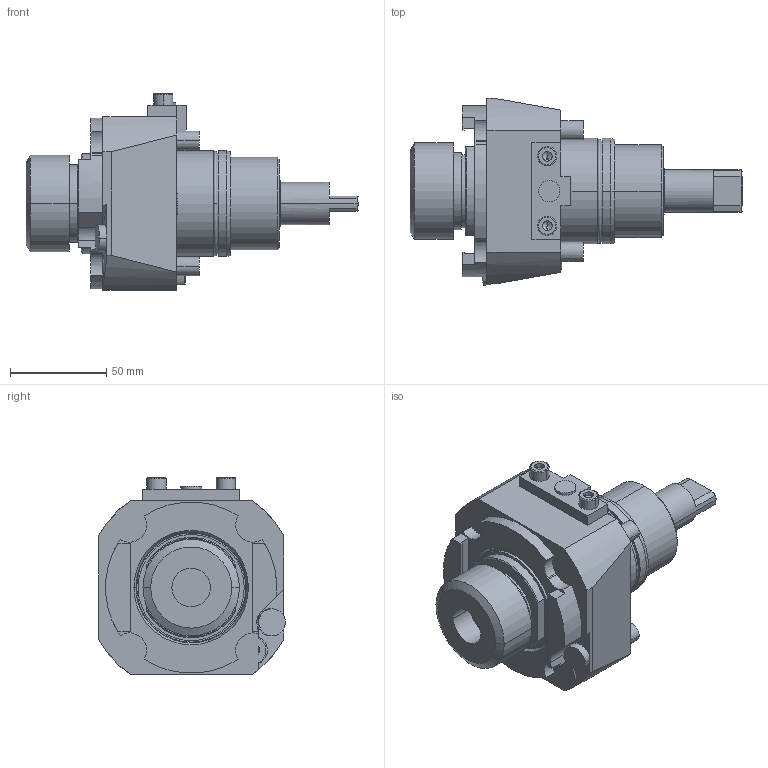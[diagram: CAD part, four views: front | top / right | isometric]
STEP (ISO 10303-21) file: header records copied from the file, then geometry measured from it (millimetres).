
FILE_DESCRIPTION((''),'2;1');
FILE_NAME('BGL0620232_CONF','2023-06-26T11:14:54',('gvalli'),('M.T. srl'),'CREO PARAMETRIC BY PTC INC, 2021072','CREO PARAMETRIC BY PTC INC, 2021072','');
FILE_SCHEMA(('CONFIG_CONTROL_DESIGN'));
Length unit declared in the file: millimetre
Products named in the file (1): BGL0620232_CONF
Bounding box: 172.06 x 96.84 x 102 mm (x, y, z)
Volume: 529219.9 mm3; surface area: 57451.5 mm2
Topology: 1 solids, 1 shells, 214 faces, 519 edges, 334 vertices
Faces by surface type: plane 110, cylinder 71, cone 20, torus 11, extrusion 2
Entity records: 6420 total; most frequent: CARTESIAN_POINT 1242, DIRECTION 1114, ORIENTED_EDGE 1030, EDGE_CURVE 515, AXIS2_PLACEMENT_3D 410, VERTEX_POINT 334, VECTOR 294, LINE 292
